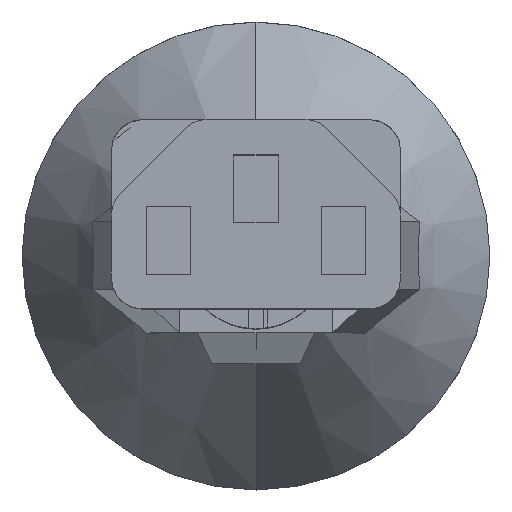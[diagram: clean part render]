
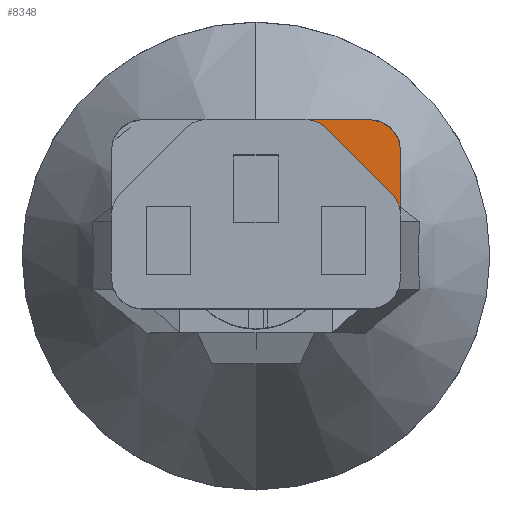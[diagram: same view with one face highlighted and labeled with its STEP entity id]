
A CAD part, top view. The second image highlights one B-rep face of the part: STEP entity #8348.
In plain terms, the highlighted planar face has unit normal (0, 0, 1).
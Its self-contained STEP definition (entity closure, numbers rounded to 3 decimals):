
#224 = ORIENTED_EDGE ( 'NONE', *, *, #5641, .F. ) ;
#360 = ORIENTED_EDGE ( 'NONE', *, *, #2227, .T. ) ;
#409 = VERTEX_POINT ( 'NONE', #2686 ) ;
#435 = DIRECTION ( 'NONE',  ( -1., 0., 0. ) ) ;
#439 = LINE ( 'NONE', #10540, #9184 ) ;
#529 = DIRECTION ( 'NONE',  ( 0., 0., -1. ) ) ;
#598 = PLANE ( 'NONE',  #675 ) ;
#616 = DIRECTION ( 'NONE',  ( -1., 0., 0. ) ) ;
#656 = DIRECTION ( 'NONE',  ( 0., 0., 1. ) ) ;
#675 = AXIS2_PLACEMENT_3D ( 'NONE', #899, #529, #435 ) ;
#699 = CARTESIAN_POINT ( 'NONE',  ( 9.25, 7.614, 0. ) ) ;
#820 = CARTESIAN_POINT ( 'NONE',  ( 9.25, 15.4, 0. ) ) ;
#870 = ORIENTED_EDGE ( 'NONE', *, *, #5500, .F. ) ;
#899 = CARTESIAN_POINT ( 'NONE',  ( 9.25, 12.9, 0. ) ) ;
#1110 = FACE_OUTER_BOUND ( 'NONE', #9865, .T. ) ;
#1196 = AXIS2_PLACEMENT_3D ( 'NONE', #2104, #2098, #2072 ) ;
#1297 = ORIENTED_EDGE ( 'NONE', *, *, #7582, .T. ) ;
#1549 = ORIENTED_EDGE ( 'NONE', *, *, #7397, .F. ) ;
#2072 = DIRECTION ( 'NONE',  ( -1., 0., 0. ) ) ;
#2098 = DIRECTION ( 'NONE',  ( 0., 0., 1. ) ) ;
#2104 = CARTESIAN_POINT ( 'NONE',  ( 3.964, 12.9, 0. ) ) ;
#2227 = EDGE_CURVE ( 'NONE', #3113, #3262, #6589, .T. ) ;
#2291 = VERTEX_POINT ( 'NONE', #8398 ) ;
#2463 = AXIS2_PLACEMENT_3D ( 'NONE', #699, #656, #616 ) ;
#2619 = AXIS2_PLACEMENT_3D ( 'NONE', #5969, #5915, #5833 ) ;
#2686 = CARTESIAN_POINT ( 'NONE',  ( 11.018, 9.382, 0. ) ) ;
#2870 = VERTEX_POINT ( 'NONE', #820 ) ;
#3113 = VERTEX_POINT ( 'NONE', #5091 ) ;
#3262 = VERTEX_POINT ( 'NONE', #10841 ) ;
#3410 = VECTOR ( 'NONE', #10031, 1000. ) ;
#3640 = CIRCLE ( 'NONE', #2619, 2.5 ) ;
#5091 = CARTESIAN_POINT ( 'NONE',  ( 11.75, 7.614, 0. ) ) ;
#5500 = EDGE_CURVE ( 'NONE', #2870, #3262, #3640, .T. ) ;
#5641 = EDGE_CURVE ( 'NONE', #3113, #409, #9588, .T. ) ;
#5651 = LINE ( 'NONE', #10070, #3410 ) ;
#5833 = DIRECTION ( 'NONE',  ( 1., 0., 0. ) ) ;
#5915 = DIRECTION ( 'NONE',  ( 0., 0., -1. ) ) ;
#5969 = CARTESIAN_POINT ( 'NONE',  ( 9.25, 12.9, 0. ) ) ;
#6589 = LINE ( 'NONE', #8690, #7147 ) ;
#7147 = VECTOR ( 'NONE', #8659, 1000. ) ;
#7397 = EDGE_CURVE ( 'NONE', #10542, #2291, #8283, .T. ) ;
#7582 = EDGE_CURVE ( 'NONE', #2870, #2291, #439, .T. ) ;
#8283 = CIRCLE ( 'NONE', #1196, 2.5 ) ;
#8348 = ADVANCED_FACE ( 'NONE', ( #1110 ), #598, .F. ) ;
#8398 = CARTESIAN_POINT ( 'NONE',  ( 3.964, 15.4, 0. ) ) ;
#8483 = CARTESIAN_POINT ( 'NONE',  ( 5.732, 14.668, 0. ) ) ;
#8659 = DIRECTION ( 'NONE',  ( 0., 1., 0. ) ) ;
#8690 = CARTESIAN_POINT ( 'NONE',  ( 11.75, 0., 0. ) ) ;
#8992 = EDGE_CURVE ( 'NONE', #409, #10542, #5651, .T. ) ;
#9184 = VECTOR ( 'NONE', #10515, 1000. ) ;
#9588 = CIRCLE ( 'NONE', #2463, 2.5 ) ;
#9865 = EDGE_LOOP ( 'NONE', ( #10978, #224, #360, #870, #1297, #1549 ) ) ;
#10031 = DIRECTION ( 'NONE',  ( -0.707, 0.707, 0. ) ) ;
#10070 = CARTESIAN_POINT ( 'NONE',  ( 11.018, 9.382, 0. ) ) ;
#10515 = DIRECTION ( 'NONE',  ( -1., 0., 0. ) ) ;
#10540 = CARTESIAN_POINT ( 'NONE',  ( 3.964, 15.4, 0. ) ) ;
#10542 = VERTEX_POINT ( 'NONE', #8483 ) ;
#10841 = CARTESIAN_POINT ( 'NONE',  ( 11.75, 12.9, 0. ) ) ;
#10978 = ORIENTED_EDGE ( 'NONE', *, *, #8992, .F. ) ;
